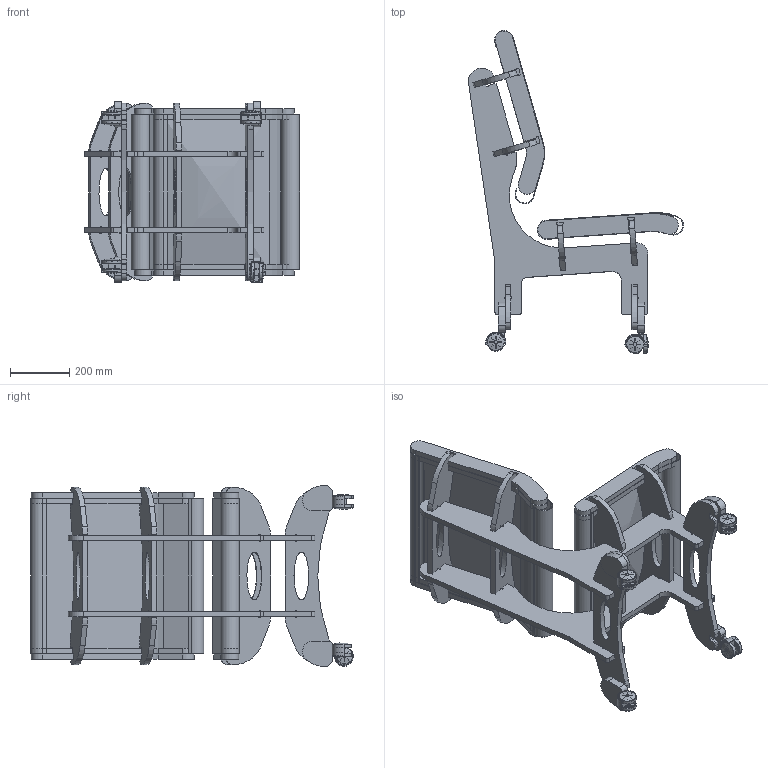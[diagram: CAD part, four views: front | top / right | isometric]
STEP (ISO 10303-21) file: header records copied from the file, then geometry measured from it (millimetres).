
FILE_DESCRIPTION(/* description */ (''),/* implementation_level */ '2;1');
FILE_NAME(/* name */ 'Lab Chair v1.step',/* time_stamp */ '2020-09-25T10:34:39-05:00',/* author */ (''),/* organization */ (''),/* preprocessor_version */ 'ST-DEVELOPER v18.1',/* originating_system */ 'Autodesk Translation Framework v9.3.0.1241',/* authorisation */ '');
FILE_SCHEMA (('AUTOMOTIVE_DESIGN { 1 0 10303 214 3 1 1 }'));
Length unit declared in the file: millimetre
Products named in the file (12): Lab Chair; Lab Chair Back Rib; Lab Chair Spine; Lab Chair Seat Rib; Lab Chair Spar 1; Lab Chair Back Rib Trim; Lab Chair Seat Rib Trim; Lab Chair Seat Fabric; Lab Chair Back Fabric; Lab Chair Foot Mount; McMaster 24215T320; McMaster 90192A127
Assembly tree (30 placements, depth 2):
  Lab Chair
    Lab Chair Back Rib  x2
    Lab Chair Spar 1  x6
    Lab Chair Spine  x2
    Lab Chair Seat Rib  x2
    Lab Chair Back Rib Trim  x2
    Lab Chair Seat Rib Trim  x2
    Lab Chair Seat Fabric
    Lab Chair Back Fabric
    Lab Chair Foot Mount  x4
    McMaster 24215T320  x4
    McMaster 90192A127  x4
Bounding box: 723.52 x 1085.65 x 609 mm (x, y, z)
Volume: 20610205.9 mm3; surface area: 4033630 mm2
Topology: 30 solids, 46 shells, 1720 faces, 4608 edges, 3016 vertices
Faces by surface type: plane 851, cylinder 678, sphere 72, cone 56, bspline 39, torus 24
Full cylindrical faces by diameter (mm): 4.47 x8, 6.104 x88, 6.985 x24, 7.938 x68, 11.506 x4, 11.51 x4, 12.7 x8, 14.021 x16, 16.256 x4, 53.01 x8, 59.614 x8
Entity records: 26233 total; most frequent: CARTESIAN_POINT 12951, DIRECTION 2750, ORIENTED_EDGE 2740, EDGE_CURVE 1370, AXIS2_PLACEMENT_3D 979, VERTEX_POINT 900, LINE 792, VECTOR 792
